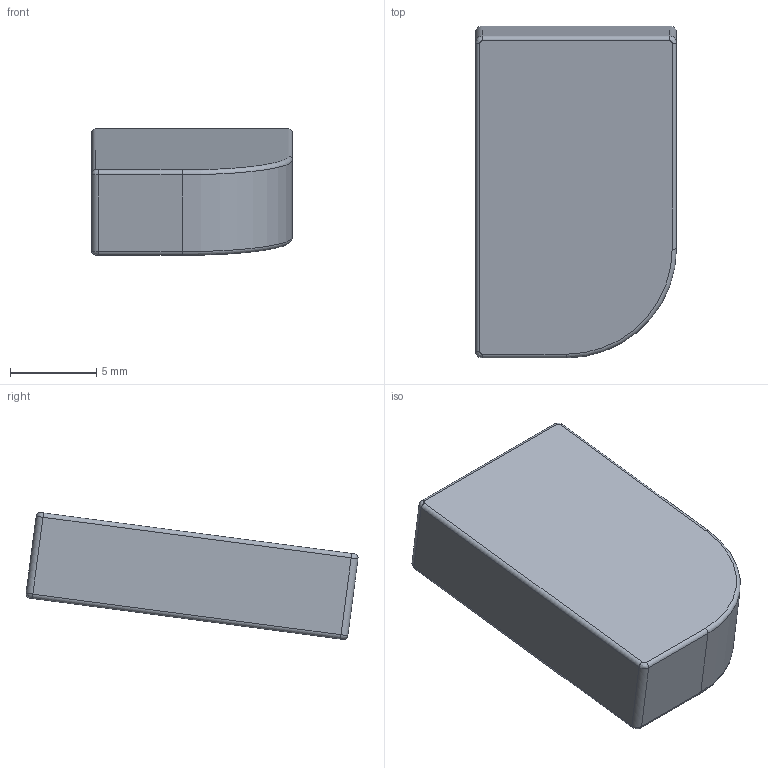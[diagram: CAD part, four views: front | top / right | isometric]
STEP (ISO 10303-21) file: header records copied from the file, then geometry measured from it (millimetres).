
FILE_DESCRIPTION(/* description */ (''),/* implementation_level */ '2;1');
FILE_NAME(/* name */ 'Right_Badge.step',/* time_stamp */ '2022-02-20T20:15:17-08:00',/* author */ (''),/* organization */ (''),/* preprocessor_version */ 'ST-DEVELOPER v18.1',/* originating_system */ 'Autodesk Translation Framework v10.13.0.1454',/* authorisation */ '');
FILE_SCHEMA (('AUTOMOTIVE_DESIGN { 1 0 10303 214 3 1 1 }'));
Length unit declared in the file: millimetre
Products named in the file (1): Badges
Bounding box: 11.66 x 19.27 x 7.35 mm (x, y, z)
Volume: 1029.9 mm3; surface area: 748.3 mm2
Topology: 1 solids, 1 shells, 46 faces, 111 edges, 68 vertices
Faces by surface type: cylinder 27, bspline 8, plane 8, torus 2, cone 1
Full cylindrical faces by diameter (mm): 2.529 x3, 3.086 x2
Entity records: 2395 total; most frequent: CARTESIAN_POINT 1360, ORIENTED_EDGE 222, DIRECTION 194, EDGE_CURVE 111, AXIS2_PLACEMENT_3D 78, VERTEX_POINT 68, EDGE_LOOP 47, FACE_OUTER_BOUND 46
